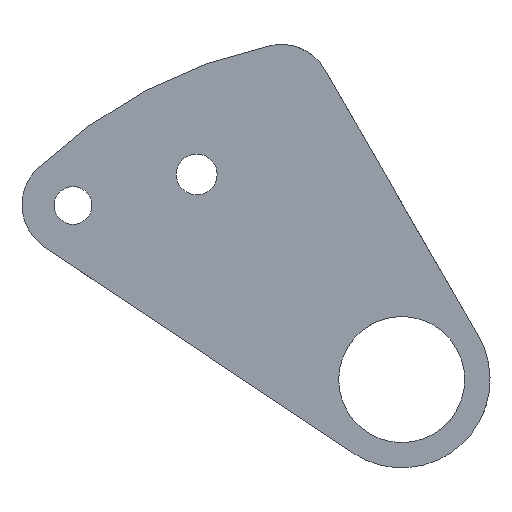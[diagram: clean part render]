
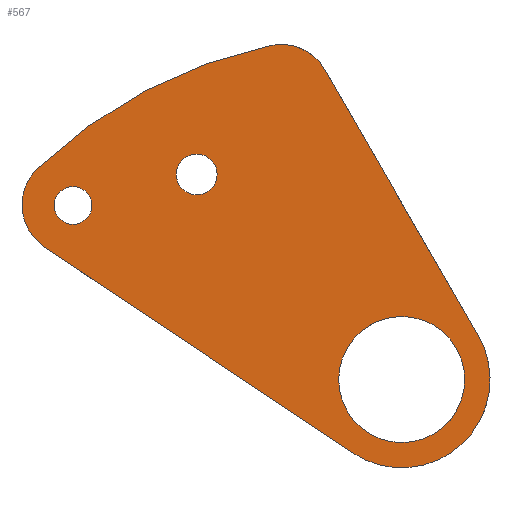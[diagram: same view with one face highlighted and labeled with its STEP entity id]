
A CAD part, front view. The second image highlights one B-rep face of the part: STEP entity #567.
In plain terms, the highlighted planar face has unit normal (0, -1, 0).
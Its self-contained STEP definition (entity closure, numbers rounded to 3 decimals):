
#48=AXIS2_PLACEMENT_3D('Circle Axis2P3D',#46,#47,$) ;
#74=AXIS2_PLACEMENT_3D('Circle Axis2P3D',#72,#73,$) ;
#105=AXIS2_PLACEMENT_3D('Circle Axis2P3D',#103,#104,$) ;
#231=AXIS2_PLACEMENT_3D('Circle Axis2P3D',#229,#230,$) ;
#264=AXIS2_PLACEMENT_3D('Circle Axis2P3D',#262,#263,$) ;
#290=AXIS2_PLACEMENT_3D('Circle Axis2P3D',#288,#289,$) ;
#438=AXIS2_PLACEMENT_3D('Circle Axis2P3D',#436,#437,$) ;
#469=AXIS2_PLACEMENT_3D('Circle Axis2P3D',#467,#468,$) ;
#511=AXIS2_PLACEMENT_3D('Circle Axis2P3D',#509,#510,$) ;
#528=AXIS2_PLACEMENT_3D('Plane Axis2P3D',#525,#526,#527) ;
#539=AXIS2_PLACEMENT_3D('Circle Axis2P3D',#537,#538,$) ;
#41=CARTESIAN_POINT('Vertex',(-17.686,-4.,15.486)) ;
#46=CARTESIAN_POINT('Axis2P3D Location',(-16.263,-4.,16.263)) ;
#50=CARTESIAN_POINT('Vertex',(-14.841,-4.,17.041)) ;
#72=CARTESIAN_POINT('Axis2P3D Location',(-16.263,-4.,16.263)) ;
#98=CARTESIAN_POINT('Vertex',(6.062,-4.,3.5)) ;
#103=CARTESIAN_POINT('Axis2P3D Location',(0.,-4.,0.)) ;
#107=CARTESIAN_POINT('Vertex',(-3.888,-4.,-5.821)) ;
#226=CARTESIAN_POINT('Vertex',(-28.338,-4.,10.511)) ;
#229=CARTESIAN_POINT('Axis2P3D Location',(-26.116,-4.,13.837)) ;
#233=CARTESIAN_POINT('Vertex',(-28.886,-4.,16.724)) ;
#257=CARTESIAN_POINT('Vertex',(-27.57,-4.,13.806)) ;
#262=CARTESIAN_POINT('Axis2P3D Location',(-26.07,-4.,13.806)) ;
#266=CARTESIAN_POINT('Vertex',(-24.57,-4.,13.806)) ;
#288=CARTESIAN_POINT('Axis2P3D Location',(-26.07,-4.,13.806)) ;
#436=CARTESIAN_POINT('Axis2P3D Location',(-2.575,-4.,-10.694)) ;
#440=CARTESIAN_POINT('Vertex',(-10.394,-4.,26.492)) ;
#464=CARTESIAN_POINT('Vertex',(5.,-4.,0.)) ;
#467=CARTESIAN_POINT('Axis2P3D Location',(0.,-4.,0.)) ;
#471=CARTESIAN_POINT('Vertex',(-5.,-4.,0.)) ;
#509=CARTESIAN_POINT('Axis2P3D Location',(0.,-4.,0.)) ;
#525=CARTESIAN_POINT('Axis2P3D Location',(0.,-4.,0.)) ;
#530=CARTESIAN_POINT('Line Origine',(-0.023,-4.,14.039)) ;
#534=CARTESIAN_POINT('Vertex',(-6.107,-4.,24.578)) ;
#537=CARTESIAN_POINT('Axis2P3D Location',(-9.571,-4.,22.578)) ;
#542=CARTESIAN_POINT('Line Origine',(-16.113,-4.,2.345)) ;
#47=DIRECTION('Axis2P3D Direction',(0.,-1.,0.)) ;
#73=DIRECTION('Axis2P3D Direction',(0.,-1.,0.)) ;
#104=DIRECTION('Axis2P3D Direction',(0.,1.,-0.)) ;
#230=DIRECTION('Axis2P3D Direction',(0.,1.,-0.)) ;
#263=DIRECTION('Axis2P3D Direction',(0.,1.,-0.)) ;
#289=DIRECTION('Axis2P3D Direction',(0.,1.,-0.)) ;
#437=DIRECTION('Axis2P3D Direction',(0.,1.,-0.)) ;
#468=DIRECTION('Axis2P3D Direction',(0.,1.,-0.)) ;
#510=DIRECTION('Axis2P3D Direction',(0.,1.,-0.)) ;
#526=DIRECTION('Axis2P3D Direction',(0.,1.,-0.)) ;
#527=DIRECTION('Axis2P3D XDirection',(-1.,0.,0.)) ;
#531=DIRECTION('Vector Direction',(0.5,0.,-0.866)) ;
#538=DIRECTION('Axis2P3D Direction',(0.,1.,-0.)) ;
#543=DIRECTION('Vector Direction',(0.832,0.,-0.555)) ;
#532=VECTOR('Line Direction',#531,1.) ;
#544=VECTOR('Line Direction',#543,1.) ;
#548=ORIENTED_EDGE('',*,*,#536,.F.) ;
#549=ORIENTED_EDGE('',*,*,#541,.F.) ;
#550=ORIENTED_EDGE('',*,*,#442,.F.) ;
#551=ORIENTED_EDGE('',*,*,#235,.F.) ;
#552=ORIENTED_EDGE('',*,*,#546,.F.) ;
#553=ORIENTED_EDGE('',*,*,#109,.F.) ;
#556=ORIENTED_EDGE('',*,*,#52,.T.) ;
#557=ORIENTED_EDGE('',*,*,#76,.T.) ;
#560=ORIENTED_EDGE('',*,*,#473,.T.) ;
#561=ORIENTED_EDGE('',*,*,#513,.T.) ;
#564=ORIENTED_EDGE('',*,*,#292,.T.) ;
#565=ORIENTED_EDGE('',*,*,#268,.T.) ;
#558=FACE_BOUND('',#555,.T.) ;
#562=FACE_BOUND('',#559,.T.) ;
#566=FACE_BOUND('',#563,.T.) ;
#567=ADVANCED_FACE('Corps principal',(#554,#558,#562,#566),#529,.F.) ;
#49=CIRCLE('generated circle',#48,1.621) ;
#75=CIRCLE('generated circle',#74,1.621) ;
#106=CIRCLE('generated circle',#105,7.) ;
#232=CIRCLE('generated circle',#231,4.) ;
#265=CIRCLE('generated circle',#264,1.5) ;
#291=CIRCLE('generated circle',#290,1.5) ;
#439=CIRCLE('generated circle',#438,38.) ;
#470=CIRCLE('generated circle',#469,5.) ;
#512=CIRCLE('generated circle',#511,5.) ;
#540=CIRCLE('generated circle',#539,4.) ;
#52=EDGE_CURVE('',#51,#42,#49,.F.) ;
#76=EDGE_CURVE('',#42,#51,#75,.F.) ;
#109=EDGE_CURVE('',#99,#108,#106,.T.) ;
#235=EDGE_CURVE('',#227,#234,#232,.T.) ;
#268=EDGE_CURVE('',#267,#258,#265,.T.) ;
#292=EDGE_CURVE('',#258,#267,#291,.T.) ;
#442=EDGE_CURVE('',#234,#441,#439,.T.) ;
#473=EDGE_CURVE('',#472,#465,#470,.T.) ;
#513=EDGE_CURVE('',#465,#472,#512,.T.) ;
#536=EDGE_CURVE('',#535,#99,#533,.T.) ;
#541=EDGE_CURVE('',#441,#535,#540,.T.) ;
#546=EDGE_CURVE('',#108,#227,#545,.F.) ;
#547=EDGE_LOOP('',(#548,#549,#550,#551,#552,#553)) ;
#555=EDGE_LOOP('',(#556,#557)) ;
#559=EDGE_LOOP('',(#560,#561)) ;
#563=EDGE_LOOP('',(#564,#565)) ;
#554=FACE_OUTER_BOUND('',#547,.T.) ;
#533=LINE('Line',#530,#532) ;
#545=LINE('Line',#542,#544) ;
#529=PLANE('Plane',#528) ;
#42=VERTEX_POINT('',#41) ;
#51=VERTEX_POINT('',#50) ;
#99=VERTEX_POINT('',#98) ;
#108=VERTEX_POINT('',#107) ;
#227=VERTEX_POINT('',#226) ;
#234=VERTEX_POINT('',#233) ;
#258=VERTEX_POINT('',#257) ;
#267=VERTEX_POINT('',#266) ;
#441=VERTEX_POINT('',#440) ;
#465=VERTEX_POINT('',#464) ;
#472=VERTEX_POINT('',#471) ;
#535=VERTEX_POINT('',#534) ;
